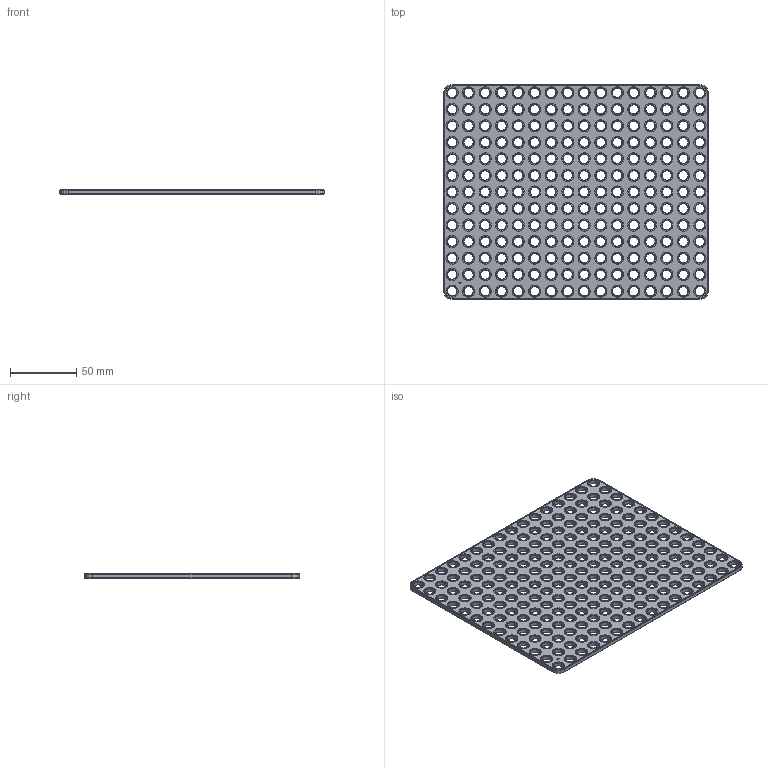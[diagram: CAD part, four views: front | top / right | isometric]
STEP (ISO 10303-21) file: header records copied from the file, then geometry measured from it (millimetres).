
FILE_DESCRIPTION(('FreeCAD Model'),'2;1');
FILE_NAME('Open CASCADE Shape Model','2024-10-08T19:22:37',(''),(''), 'Open CASCADE STEP processor 7.7','FreeCAD','Unknown');
FILE_SCHEMA(('AUTOMOTIVE_DESIGN { 1 0 10303 214 1 1 1 1 }'));
Length unit declared in the file: millimetre
Products named in the file (1): Plate RCT CRNR BU16x13x00.25 - SPN-PLT-0187 (stemfie.org)
Bounding box: 200 x 162.5 x 3.12 mm (x, y, z)
Volume: 72341.1 mm3; surface area: 64984.6 mm2
Topology: 1 solids, 1 shells, 1510 faces, 3369 edges, 2102 vertices
Faces by surface type: plane 536, cylinder 424, cone 424, extrusion 126
Full cylindrical faces by diameter (mm): 7 x208, 9.2 x208
Entity records: 43011 total; most frequent: CARTESIAN_POINT 8014, DIRECTION 7285, ORIENTED_EDGE 6738, EDGE_CURVE 3369, AXIS2_PLACEMENT_3D 2657, FACE_BOUND 2167, EDGE_LOOP 2167, VERTEX_POINT 2102
